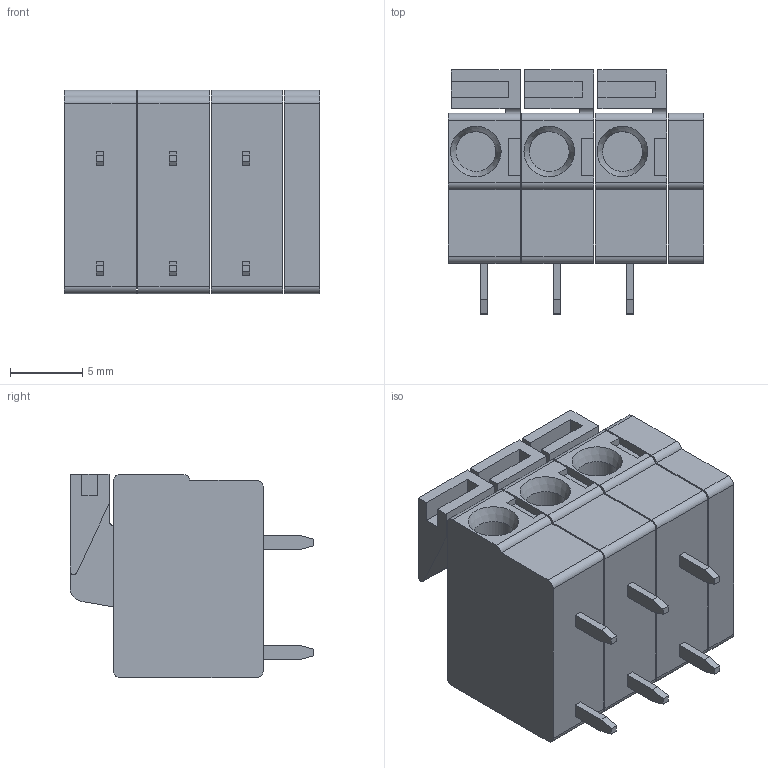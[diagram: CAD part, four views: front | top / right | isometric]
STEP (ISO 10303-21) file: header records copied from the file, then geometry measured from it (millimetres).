
FILE_DESCRIPTION(('STEP AP214'), '1');
FILE_NAME('DG142R-4-5.08', '', ('UNSPECIFIED'), ('UNSPECIFIED'), 'ASCON STEP Converter 1.3', 'ASCON Math Kernel', '');
FILE_SCHEMA(('AUTOMOTIVE_DESIGN { 1 0 10303 214 3 1 1}'));
Length unit declared in the file: millimetre
Products named in the file (1): DG142R-4-5.08
Bounding box: 17.68 x 16.9 x 14.1 mm (x, y, z)
Volume: 2509.9 mm3; surface area: 2764.4 mm2
Topology: 13 solids, 13 shells, 180 faces, 450 edges, 299 vertices
Faces by surface type: plane 145, cylinder 32, cone 3
Full cylindrical faces by diameter (mm): 2.772 x3
Entity records: 7141 total; most frequent: CARTESIAN_POINT 1236, ORIENTED_EDGE 888, DIRECTION 867, EDGE_CURVE 444, LINE 377, VECTOR 377, VERTEX_POINT 299, AXIS2_PLACEMENT_3D 245
